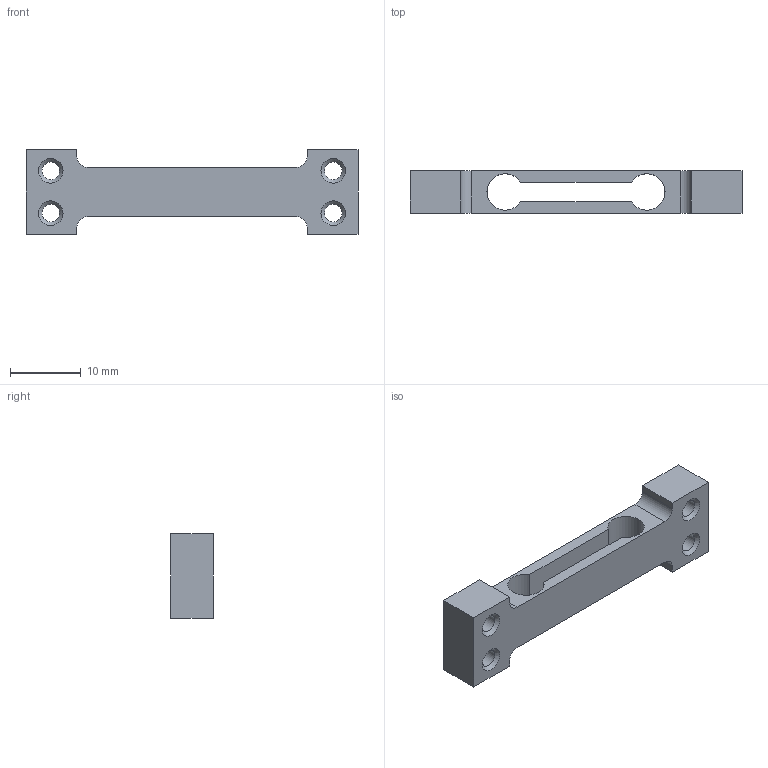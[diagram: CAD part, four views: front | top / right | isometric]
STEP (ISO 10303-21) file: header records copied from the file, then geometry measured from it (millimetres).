
FILE_DESCRIPTION (( 'STEP AP214' ), '1' );
FILE_NAME ('100g_load_cell.STEP', '2017-03-25T07:25:46', ( 'Ritterchen' ), ( 'Microsoft' ), 'SwSTEP 2.0', 'SolidWorks 2016', '' );
FILE_SCHEMA (( 'AUTOMOTIVE_DESIGN' ));
Length unit declared in the file: millimetre
Products named in the file (1): 100g_load_cell
Bounding box: 47 x 6 x 12 mm (x, y, z)
Volume: 1707.5 mm3; surface area: 1930.8 mm2
Topology: 1 solids, 1 shells, 34 faces, 88 edges, 56 vertices
Faces by surface type: plane 16, cylinder 10, cone 8
Full cylindrical faces by diameter (mm): 2.5 x4
Entity records: 1074 total; most frequent: DIRECTION 174, CARTESIAN_POINT 167, ORIENTED_EDGE 152, EDGE_CURVE 76, AXIS2_PLACEMENT_3D 63, EDGE_LOOP 56, VERTEX_POINT 56, VECTOR 48
